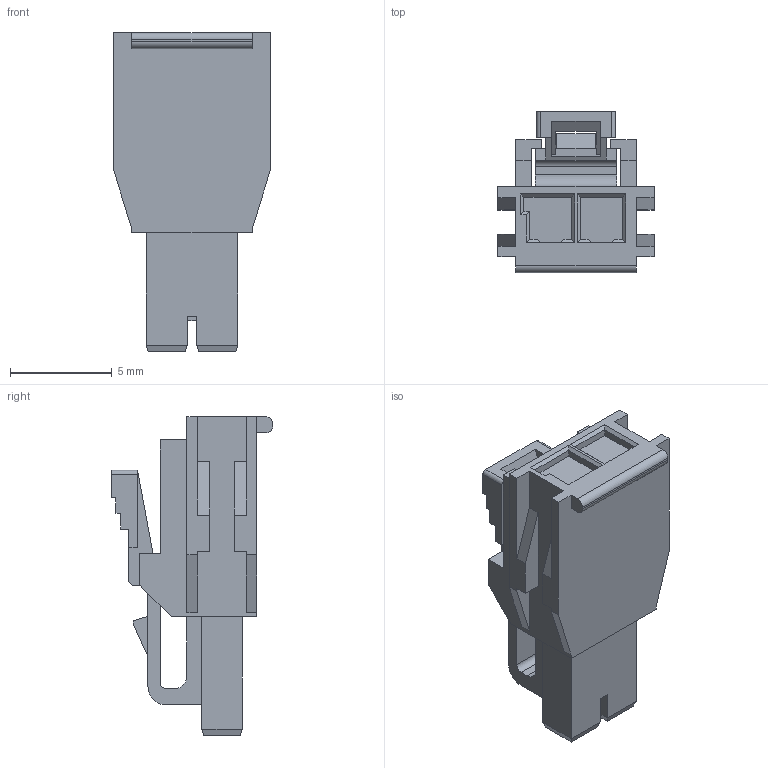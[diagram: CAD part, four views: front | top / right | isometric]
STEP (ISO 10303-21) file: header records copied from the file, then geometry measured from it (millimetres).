
FILE_DESCRIPTION((''),'2;1');
FILE_NAME('1053071202','2015-12-24T',('me'),(''),'PRO/ENGINEER BY PARAMETRIC TECHNOLOGY CORPORATION, 2011490','PRO/ENGINEER BY PARAMETRIC TECHNOLOGY CORPORATION, 2011490','');
FILE_SCHEMA(('CONFIG_CONTROL_DESIGN'));
Length unit declared in the file: millimetre
Products named in the file (1): 1053071202
Bounding box: 7.7 x 7.96 x 15.7 mm (x, y, z)
Volume: 330.4 mm3; surface area: 630.4 mm2
Topology: 1 solids, 1 shells, 198 faces, 553 edges, 356 vertices
Faces by surface type: plane 191, cylinder 7
Entity records: 6241 total; most frequent: CARTESIAN_POINT 1108, ORIENTED_EDGE 1106, DIRECTION 965, EDGE_CURVE 553, VECTOR 539, LINE 539, VERTEX_POINT 356, AXIS2_PLACEMENT_3D 213
